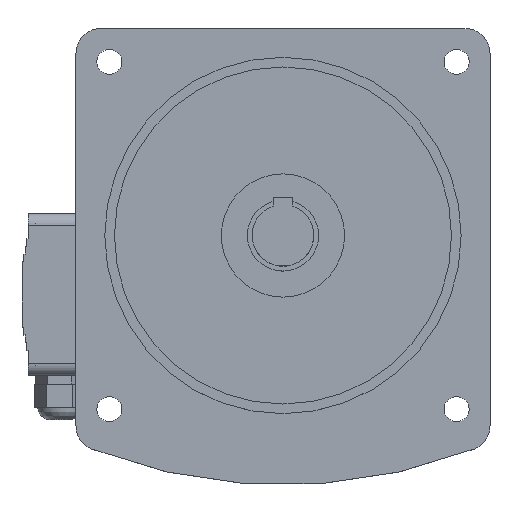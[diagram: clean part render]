
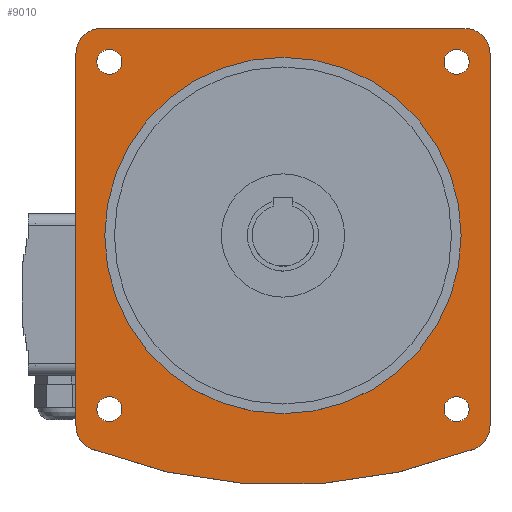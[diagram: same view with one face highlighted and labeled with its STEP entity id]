
A CAD part, top view. The second image highlights one B-rep face of the part: STEP entity #9010.
In plain terms, the highlighted planar face has unit normal (0, 0, 1).
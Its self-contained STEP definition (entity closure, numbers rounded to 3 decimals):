
#32=PLANE($,#9651);
#582=LINE($,#13228,#1650);
#583=LINE($,#13232,#1651);
#584=LINE($,#13236,#1652);
#1650=VECTOR($,#10600,193.265);
#1651=VECTOR($,#10603,189.);
#1652=VECTOR($,#10606,193.265);
#2675=FACE_BOUND($,#3344,.T.);
#2676=FACE_BOUND($,#3345,.T.);
#2677=FACE_BOUND($,#3346,.T.);
#2678=FACE_BOUND($,#3347,.T.);
#2679=FACE_BOUND($,#3348,.T.);
#2785=FACE_OUTER_BOUND($,#3343,.T.);
#3343=EDGE_LOOP($,(#6521,#6522,#6523,#6524,#6525,#6526,#6527,#6528));
#3344=EDGE_LOOP($,(#6529));
#3345=EDGE_LOOP($,(#6530));
#3346=EDGE_LOOP($,(#6531));
#3347=EDGE_LOOP($,(#6532));
#3348=EDGE_LOOP($,(#6533));
#3952=CIRCLE($,#9549,6.5);
#3954=CIRCLE($,#9552,6.5);
#3956=CIRCLE($,#9555,6.5);
#3958=CIRCLE($,#9558,6.5);
#3962=CIRCLE($,#9564,92.5);
#4039=CIRCLE($,#9652,13.);
#4040=CIRCLE($,#9653,13.);
#4041=CIRCLE($,#9654,13.);
#4042=CIRCLE($,#9655,273.642);
#4043=CIRCLE($,#9656,13.);
#4173=VERTEX_POINT($,#12903);
#4175=VERTEX_POINT($,#12908);
#4177=VERTEX_POINT($,#12913);
#4179=VERTEX_POINT($,#12918);
#4183=VERTEX_POINT($,#12928);
#4325=VERTEX_POINT($,#13226);
#4326=VERTEX_POINT($,#13227);
#4327=VERTEX_POINT($,#13229);
#4328=VERTEX_POINT($,#13231);
#4329=VERTEX_POINT($,#13233);
#4330=VERTEX_POINT($,#13235);
#4331=VERTEX_POINT($,#13237);
#4332=VERTEX_POINT($,#13239);
#5053=EDGE_CURVE($,#4173,#4173,#3952,.T.);
#5055=EDGE_CURVE($,#4175,#4175,#3954,.T.);
#5057=EDGE_CURVE($,#4177,#4177,#3956,.T.);
#5059=EDGE_CURVE($,#4179,#4179,#3958,.T.);
#5063=EDGE_CURVE($,#4183,#4183,#3962,.T.);
#5208=EDGE_CURVE($,#4325,#4326,#582,.T.);
#5209=EDGE_CURVE($,#4326,#4327,#4039,.T.);
#5210=EDGE_CURVE($,#4327,#4328,#583,.T.);
#5211=EDGE_CURVE($,#4328,#4329,#4040,.T.);
#5212=EDGE_CURVE($,#4329,#4330,#584,.T.);
#5213=EDGE_CURVE($,#4330,#4331,#4041,.T.);
#5214=EDGE_CURVE($,#4331,#4332,#4042,.T.);
#5215=EDGE_CURVE($,#4332,#4325,#4043,.T.);
#6521=ORIENTED_EDGE($,*,*,#5208,.T.);
#6522=ORIENTED_EDGE($,*,*,#5209,.T.);
#6523=ORIENTED_EDGE($,*,*,#5210,.T.);
#6524=ORIENTED_EDGE($,*,*,#5211,.T.);
#6525=ORIENTED_EDGE($,*,*,#5212,.T.);
#6526=ORIENTED_EDGE($,*,*,#5213,.T.);
#6527=ORIENTED_EDGE($,*,*,#5214,.T.);
#6528=ORIENTED_EDGE($,*,*,#5215,.T.);
#6529=ORIENTED_EDGE($,*,*,#5063,.F.);
#6530=ORIENTED_EDGE($,*,*,#5053,.F.);
#6531=ORIENTED_EDGE($,*,*,#5055,.F.);
#6532=ORIENTED_EDGE($,*,*,#5057,.F.);
#6533=ORIENTED_EDGE($,*,*,#5059,.F.);
#9010=ADVANCED_FACE($,(#2785,#2675,#2676,#2677,#2678,#2679),#32,.T.);
#9549=AXIS2_PLACEMENT_3D($,#12904,#10326,#10327);
#9552=AXIS2_PLACEMENT_3D($,#12909,#10332,#10333);
#9555=AXIS2_PLACEMENT_3D($,#12914,#10338,#10339);
#9558=AXIS2_PLACEMENT_3D($,#12919,#10344,#10345);
#9564=AXIS2_PLACEMENT_3D($,#12929,#10356,#10357);
#9651=AXIS2_PLACEMENT_3D($,#13225,#10598,#10599);
#9652=AXIS2_PLACEMENT_3D($,#13230,#10601,#10602);
#9653=AXIS2_PLACEMENT_3D($,#13234,#10604,#10605);
#9654=AXIS2_PLACEMENT_3D($,#13238,#10607,#10608);
#9655=AXIS2_PLACEMENT_3D($,#13240,#10609,#10610);
#9656=AXIS2_PLACEMENT_3D($,#13241,#10611,#10612);
#10326=DIRECTION('center_axis',(0.,0.,1.));
#10327=DIRECTION('ref_axis',(0.,1.,0.));
#10332=DIRECTION('center_axis',(0.,0.,1.));
#10333=DIRECTION('ref_axis',(-1.,0.,0.));
#10338=DIRECTION('center_axis',(0.,0.,1.));
#10339=DIRECTION('ref_axis',(0.,-1.,0.));
#10344=DIRECTION('center_axis',(0.,0.,1.));
#10345=DIRECTION('ref_axis',(1.,0.,0.));
#10356=DIRECTION('center_axis',(0.,0.,1.));
#10357=DIRECTION('ref_axis',(1.,0.,0.));
#10598=DIRECTION('center_axis',(0.,0.,1.));
#10599=DIRECTION('ref_axis',(1.,0.,0.));
#10600=DIRECTION($,(0.,1.,0.));
#10601=DIRECTION('center_axis',(0.,0.,1.));
#10602=DIRECTION('ref_axis',(1.,0.,0.));
#10603=DIRECTION($,(-1.,0.,0.));
#10604=DIRECTION('center_axis',(0.,0.,1.));
#10605=DIRECTION('ref_axis',(1.,0.,0.));
#10606=DIRECTION($,(0.,-1.,0.));
#10607=DIRECTION('center_axis',(0.,0.,1.));
#10608=DIRECTION('ref_axis',(1.,0.,0.));
#10609=DIRECTION('center_axis',(0.,0.,1.));
#10610=DIRECTION('ref_axis',(1.,0.,0.));
#10611=DIRECTION('center_axis',(0.,0.,1.));
#10612=DIRECTION('ref_axis',(1.,0.,0.));
#12903=CARTESIAN_POINT('',(-90.156,96.656,0.));
#12904=CARTESIAN_POINT('Origin',(-90.156,90.156,0.));
#12908=CARTESIAN_POINT('',(-96.656,-90.156,0.));
#12909=CARTESIAN_POINT('Origin',(-90.156,-90.156,0.));
#12913=CARTESIAN_POINT('',(90.156,-96.656,0.));
#12914=CARTESIAN_POINT('Origin',(90.156,-90.156,0.));
#12918=CARTESIAN_POINT('',(96.656,90.156,0.));
#12919=CARTESIAN_POINT('Origin',(90.156,90.156,0.));
#12928=CARTESIAN_POINT('',(-92.5,0.,0.));
#12929=CARTESIAN_POINT('Origin',(0.,0.,0.));
#13225=CARTESIAN_POINT('Origin',(0.,144.142,
0.));
#13226=CARTESIAN_POINT('',(107.5,-98.765,0.));
#13227=CARTESIAN_POINT('',(107.5,94.5,0.));
#13228=CARTESIAN_POINT($,(107.5,107.5,0.));
#13229=CARTESIAN_POINT('',(94.5,107.5,0.));
#13230=CARTESIAN_POINT('Origin',(94.5,94.5,0.));
#13231=CARTESIAN_POINT('',(-94.5,107.5,0.));
#13232=CARTESIAN_POINT($,(-107.5,107.5,0.));
#13233=CARTESIAN_POINT('',(-107.5,94.5,0.));
#13234=CARTESIAN_POINT('Origin',(-94.5,94.5,0.));
#13235=CARTESIAN_POINT('',(-107.5,-98.765,0.));
#13236=CARTESIAN_POINT($,(-107.5,107.5,0.));
#13237=CARTESIAN_POINT('',(-99.213,-110.881,0.));
#13238=CARTESIAN_POINT('Origin',(-94.5,-98.765,0.));
#13239=CARTESIAN_POINT('',(99.213,-110.881,0.));
#13240=CARTESIAN_POINT('Origin',(0.,144.142,
0.));
#13241=CARTESIAN_POINT('Origin',(94.5,-98.765,0.));
